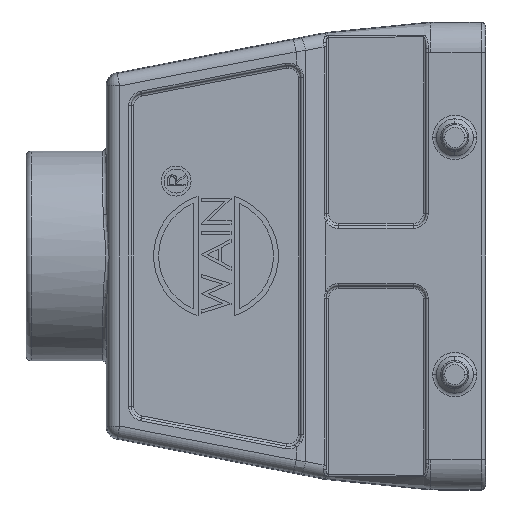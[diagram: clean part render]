
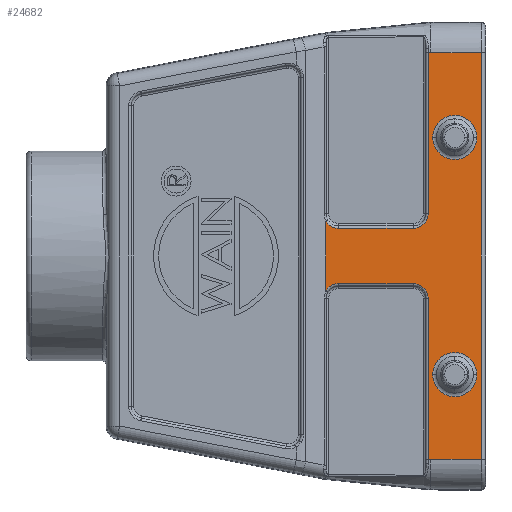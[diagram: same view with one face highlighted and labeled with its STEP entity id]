
A CAD part, left-side view. The second image highlights one B-rep face of the part: STEP entity #24682.
In plain terms, the highlighted planar face has unit normal (-1, 0, 0).
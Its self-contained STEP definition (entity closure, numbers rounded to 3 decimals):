
#5766=DIRECTION('',(0.,1.,0.));
#5767=VECTOR('',#5766,10.1);
#5768=CARTESIAN_POINT('',(-21.5,-53.685,40.712));
#5769=LINE('',#5768,#5767);
#6199=CARTESIAN_POINT('',(-21.5,-43.059,
-40.743));
#6285=DIRECTION('',(0.,0.998,-0.058));
#6286=VECTOR('',#6285,0.526);
#6287=CARTESIAN_POINT('',(-21.5,-43.585,
-40.712));
#6288=LINE('',#6287,#6286);
#6289=CARTESIAN_POINT('',(-21.5,-40.085,-8.5));
#6290=DIRECTION('',(-1.,0.,0.));
#6291=DIRECTION('',(0.,-1.,0.));
#6292=AXIS2_PLACEMENT_3D('',#6289,#6290,#6291);
#6294=CARTESIAN_POINT('',(-21.5,-25.085,-8.5));
#6295=DIRECTION('',(-1.,0.,0.));
#6296=DIRECTION('',(0.,0.,1.));
#6297=AXIS2_PLACEMENT_3D('',#6294,#6295,#6296);
#6299=DIRECTION('',(0.,0.,1.));
#6300=VECTOR('',#6299,13.777);
#6301=CARTESIAN_POINT('',(-21.5,-22.585,-6.888));
#6302=LINE('',#6301,#6300);
#6303=CARTESIAN_POINT('',(-21.5,-25.085,8.5));
#6304=DIRECTION('',(-1.,0.,0.));
#6305=DIRECTION('',(0.,0.84,-0.542));
#6306=AXIS2_PLACEMENT_3D('',#6303,#6304,#6305);
#6308=CARTESIAN_POINT('',(-21.5,-40.085,8.5));
#6309=DIRECTION('',(-1.,0.,0.));
#6310=DIRECTION('',(0.,0.,-1.));
#6311=AXIS2_PLACEMENT_3D('',#6308,#6309,#6310);
#6313=DIRECTION('',(0.,-0.998,-0.058));
#6314=VECTOR('',#6313,0.526);
#6315=CARTESIAN_POINT('',(-21.5,-43.059,
40.743));
#6316=LINE('',#6315,#6314);
#6317=CARTESIAN_POINT('',(-21.5,-48.385,23.75));
#6318=DIRECTION('',(-1.,0.,0.));
#6319=DIRECTION('',(0.,-1.,0.));
#6320=AXIS2_PLACEMENT_3D('',#6317,#6318,#6319);
#6322=CARTESIAN_POINT('',(-21.5,-48.385,23.75));
#6323=DIRECTION('',(-1.,0.,0.));
#6324=DIRECTION('',(0.,1.,0.));
#6325=AXIS2_PLACEMENT_3D('',#6322,#6323,#6324);
#6327=CARTESIAN_POINT('',(-21.5,-48.385,-23.75));
#6328=DIRECTION('',(-1.,0.,0.));
#6329=DIRECTION('',(0.,-1.,0.));
#6330=AXIS2_PLACEMENT_3D('',#6327,#6328,#6329);
#6332=CARTESIAN_POINT('',(-21.5,-48.385,-23.75));
#6333=DIRECTION('',(-1.,0.,0.));
#6334=DIRECTION('',(0.,1.,0.));
#6335=AXIS2_PLACEMENT_3D('',#6332,#6333,#6334);
#6337=DIRECTION('',(0.,0.,1.));
#6338=VECTOR('',#6337,81.424);
#6339=CARTESIAN_POINT('',(-21.5,-53.685,-40.712));
#6340=LINE('',#6339,#6338);
#7345=DIRECTION('',(0.,-1.,0.));
#7346=VECTOR('',#7345,10.1);
#7347=CARTESIAN_POINT('',(-21.5,-43.585,
-40.712));
#7348=LINE('',#7347,#7346);
#7592=DIRECTION('',(0.,0.,-1.));
#7593=VECTOR('',#7592,32.243);
#7594=CARTESIAN_POINT('',(-21.5,-43.059,-8.5));
#7595=LINE('',#7594,#7593);
#7772=DIRECTION('',(0.,-1.,0.));
#7773=VECTOR('',#7772,15.);
#7774=CARTESIAN_POINT('',(-21.5,-25.085,-5.526));
#7775=LINE('',#7774,#7773);
#7889=DIRECTION('',(0.,0.,-1.));
#7890=VECTOR('',#7889,32.243);
#7891=CARTESIAN_POINT('',(-21.5,-43.059,
40.743));
#7892=LINE('',#7891,#7890);
#7912=DIRECTION('',(0.,1.,0.));
#7913=VECTOR('',#7912,15.);
#7914=CARTESIAN_POINT('',(-21.5,-40.085,5.526));
#7915=LINE('',#7914,#7913);
#11433=CARTESIAN_POINT('',(-21.5,-43.585,40.712));
#11435=VERTEX_POINT('',#11433);
#11436=CARTESIAN_POINT('',(-21.5,-43.059,
40.743));
#11437=VERTEX_POINT('',#11436);
#11443=CARTESIAN_POINT('',(-21.5,-53.685,40.712));
#11445=VERTEX_POINT('',#11443);
#11516=VERTEX_POINT('',#6199);
#11517=CARTESIAN_POINT('',(-21.5,-43.585,
-40.712));
#11518=VERTEX_POINT('',#11517);
#11530=CARTESIAN_POINT('',(-21.5,-22.585,-6.888));
#11531=CARTESIAN_POINT('',(-21.5,-22.585,6.888));
#11532=VERTEX_POINT('',#11530);
#11533=VERTEX_POINT('',#11531);
#11538=CARTESIAN_POINT('',(-21.5,-53.685,-40.712));
#11539=VERTEX_POINT('',#11538);
#11540=CARTESIAN_POINT('',(-21.5,-43.059,-8.5));
#11541=VERTEX_POINT('',#11540);
#11542=CARTESIAN_POINT('',(-21.5,-40.085,-5.526));
#11543=VERTEX_POINT('',#11542);
#11544=CARTESIAN_POINT('',(-21.5,-25.085,-5.526));
#11545=VERTEX_POINT('',#11544);
#11546=CARTESIAN_POINT('',(-21.5,-25.085,5.526));
#11547=VERTEX_POINT('',#11546);
#11548=CARTESIAN_POINT('',(-21.5,-40.085,5.526));
#11549=VERTEX_POINT('',#11548);
#11550=CARTESIAN_POINT('',(-21.5,-43.059,8.5));
#11551=VERTEX_POINT('',#11550);
#11552=CARTESIAN_POINT('',(-21.5,-52.799,23.75));
#11553=CARTESIAN_POINT('',(-21.5,-43.97,23.75));
#11554=VERTEX_POINT('',#11552);
#11555=VERTEX_POINT('',#11553);
#11556=CARTESIAN_POINT('',(-21.5,-52.799,-23.75));
#11557=CARTESIAN_POINT('',(-21.5,-43.97,-23.75));
#11558=VERTEX_POINT('',#11556);
#11559=VERTEX_POINT('',#11557);
#24639=CARTESIAN_POINT('',(-21.5,-43.585,-40.712));
#24640=DIRECTION('',(1.,0.,0.));
#24641=DIRECTION('',(0.,1.,0.));
#24642=AXIS2_PLACEMENT_3D('',#24639,#24640,#24641);
#24643=PLANE('',#24642);
#24645=ORIENTED_EDGE('',*,*,#24644,.F.);
#24647=ORIENTED_EDGE('',*,*,#24646,.F.);
#24648=ORIENTED_EDGE('',*,*,#24479,.T.);
#24650=ORIENTED_EDGE('',*,*,#24649,.F.);
#24652=ORIENTED_EDGE('',*,*,#24651,.T.);
#24654=ORIENTED_EDGE('',*,*,#24653,.F.);
#24656=ORIENTED_EDGE('',*,*,#24655,.T.);
#24657=ORIENTED_EDGE('',*,*,#24620,.T.);
#24659=ORIENTED_EDGE('',*,*,#24658,.T.);
#24661=ORIENTED_EDGE('',*,*,#24660,.F.);
#24663=ORIENTED_EDGE('',*,*,#24662,.T.);
#24665=ORIENTED_EDGE('',*,*,#24664,.F.);
#24666=ORIENTED_EDGE('',*,*,#23977,.T.);
#24667=ORIENTED_EDGE('',*,*,#24003,.F.);
#24668=EDGE_LOOP('',(#24645,#24647,#24648,#24650,#24652,#24654,#24656,#24657,
#24659,#24661,#24663,#24665,#24666,#24667));
#24669=FACE_OUTER_BOUND('',#24668,.F.);
#24671=ORIENTED_EDGE('',*,*,#24670,.T.);
#24673=ORIENTED_EDGE('',*,*,#24672,.T.);
#24674=EDGE_LOOP('',(#24671,#24673));
#24675=FACE_BOUND('',#24674,.F.);
#24677=ORIENTED_EDGE('',*,*,#24676,.T.);
#24679=ORIENTED_EDGE('',*,*,#24678,.T.);
#24680=EDGE_LOOP('',(#24677,#24679));
#24681=FACE_BOUND('',#24680,.F.);
#24682=ADVANCED_FACE('',(#24669,#24675,#24681),#24643,.F.);
#6293=CIRCLE('',#6292,2.974);
#6298=CIRCLE('',#6297,2.974);
#6307=CIRCLE('',#6306,2.974);
#6312=CIRCLE('',#6311,2.974);
#6321=CIRCLE('',#6320,4.414);
#6326=CIRCLE('',#6325,4.414);
#6331=CIRCLE('',#6330,4.414);
#6336=CIRCLE('',#6335,4.414);
#23977=EDGE_CURVE('',#11437,#11435,#6316,.T.);
#24003=EDGE_CURVE('',#11445,#11435,#5769,.T.);
#24479=EDGE_CURVE('',#11518,#11516,#6288,.T.);
#24620=EDGE_CURVE('',#11532,#11533,#6302,.T.);
#24644=EDGE_CURVE('',#11539,#11445,#6340,.T.);
#24646=EDGE_CURVE('',#11518,#11539,#7348,.T.);
#24649=EDGE_CURVE('',#11541,#11516,#7595,.T.);
#24651=EDGE_CURVE('',#11541,#11543,#6293,.T.);
#24653=EDGE_CURVE('',#11545,#11543,#7775,.T.);
#24655=EDGE_CURVE('',#11545,#11532,#6298,.T.);
#24658=EDGE_CURVE('',#11533,#11547,#6307,.T.);
#24660=EDGE_CURVE('',#11549,#11547,#7915,.T.);
#24662=EDGE_CURVE('',#11549,#11551,#6312,.T.);
#24664=EDGE_CURVE('',#11437,#11551,#7892,.T.);
#24670=EDGE_CURVE('',#11554,#11555,#6321,.T.);
#24672=EDGE_CURVE('',#11555,#11554,#6326,.T.);
#24676=EDGE_CURVE('',#11558,#11559,#6331,.T.);
#24678=EDGE_CURVE('',#11559,#11558,#6336,.T.);
